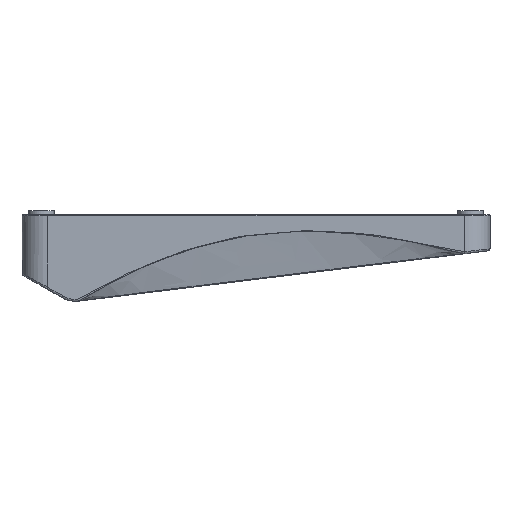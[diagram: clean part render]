
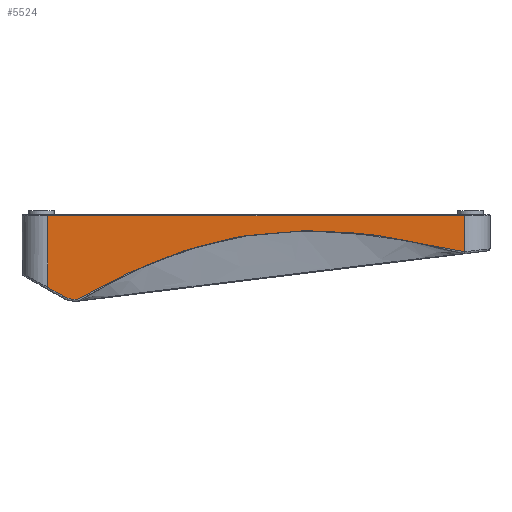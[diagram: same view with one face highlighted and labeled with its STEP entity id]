
A CAD part, left-side view. The second image highlights one B-rep face of the part: STEP entity #5524.
In plain terms, the highlighted planar face has unit normal (-1, 0, 0).
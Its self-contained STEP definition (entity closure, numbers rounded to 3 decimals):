
#69=B_SPLINE_CURVE_WITH_KNOTS('',3,(#8911,#8912,#8913,#8914,#8915,#8916,
#8917,#8918,#8919,#8920,#8921,#8922,#8923,#8924,#8925,#8926,#8927,#8928,
#8929,#8930,#8931),.UNSPECIFIED.,.F.,.F.,(4,1,1,1,1,1,1,1,1,1,1,1,1,1,1,
1,1,1,4),(-9.885,-9.797,-9.709,-9.665,
-9.62,-9.532,-9.179,-8.473,
-7.061,-5.649,-4.237,-2.824,
-1.412,-0.706,-0.353,-0.265,
-0.177,-0.088,-0.008),
 .UNSPECIFIED.);
#154=PLANE('',#5988);
#526=FACE_OUTER_BOUND('',#879,.T.);
#879=EDGE_LOOP('',(#4089,#4090,#4091,#4092,#4093,#4094));
#1296=LINE('',#8837,#1697);
#1308=LINE('',#8897,#1709);
#1309=LINE('',#8906,#1710);
#1310=LINE('',#8908,#1711);
#1697=VECTOR('',#6935,10.);
#1709=VECTOR('',#6999,6.35);
#1710=VECTOR('',#7004,10.);
#1711=VECTOR('',#7005,10.);
#2108=CIRCLE('',#5989,5.85);
#2528=VERTEX_POINT('',#8834);
#2529=VERTEX_POINT('',#8836);
#2547=VERTEX_POINT('',#8896);
#2549=VERTEX_POINT('',#8905);
#2550=VERTEX_POINT('',#8907);
#2551=VERTEX_POINT('',#8909);
#3097=EDGE_CURVE('',#2528,#2529,#1296,.T.);
#3126=EDGE_CURVE('',#2529,#2547,#1308,.T.);
#3129=EDGE_CURVE('',#2549,#2528,#1309,.T.);
#3130=EDGE_CURVE('',#2550,#2549,#1310,.T.);
#3131=EDGE_CURVE('',#2551,#2550,#2108,.T.);
#3132=EDGE_CURVE('',#2547,#2551,#69,.T.);
#4089=ORIENTED_EDGE('',*,*,#3097,.F.);
#4090=ORIENTED_EDGE('',*,*,#3129,.F.);
#4091=ORIENTED_EDGE('',*,*,#3130,.F.);
#4092=ORIENTED_EDGE('',*,*,#3131,.F.);
#4093=ORIENTED_EDGE('',*,*,#3132,.F.);
#4094=ORIENTED_EDGE('',*,*,#3126,.F.);
#5524=ADVANCED_FACE('',(#526),#154,.T.);
#5988=AXIS2_PLACEMENT_3D('',#8904,#7002,#7003);
#5989=AXIS2_PLACEMENT_3D('',#8910,#7006,#7007);
#6935=DIRECTION('',(0.,-1.,0.));
#6999=DIRECTION('',(0.,0.,-1.));
#7002=DIRECTION('center_axis',(-1.,0.,0.));
#7003=DIRECTION('ref_axis',(0.,-1.,0.));
#7004=DIRECTION('',(0.,0.,1.));
#7005=DIRECTION('',(0.,0.866,0.5));
#7006=DIRECTION('center_axis',(1.,0.,0.));
#7007=DIRECTION('ref_axis',(0.,0.199,-0.98));
#8834=CARTESIAN_POINT('',(-1.731,104.036,0.1));
#8836=CARTESIAN_POINT('',(-1.731,1.486,0.1));
#8837=CARTESIAN_POINT('',(-1.731,80.961,0.1));
#8896=CARTESIAN_POINT('',(-1.731,1.486,-8.823));
#8897=CARTESIAN_POINT('',(-1.731,1.486,-8.7));
#8904=CARTESIAN_POINT('Origin',(-1.731,109.162,-8.7));
#8905=CARTESIAN_POINT('',(-1.731,104.036,-17.563));
#8906=CARTESIAN_POINT('',(-1.731,104.036,-8.7));
#8907=CARTESIAN_POINT('',(-1.731,100.227,-19.763));
#8908=CARTESIAN_POINT('',(-1.731,105.053,-16.976));
#8909=CARTESIAN_POINT('',(-1.731,96.663,-20.512));
#8910=CARTESIAN_POINT('Origin',(-1.731,97.302,-14.696));
#8911=CARTESIAN_POINT('Ctrl Pts',(-1.731,1.486,-8.823));
#8912=CARTESIAN_POINT('Ctrl Pts',(-1.731,1.776,-8.777));
#8913=CARTESIAN_POINT('Ctrl Pts',(-1.731,2.353,-8.678));
#8914=CARTESIAN_POINT('Ctrl Pts',(-1.731,3.082,-8.54));
#8915=CARTESIAN_POINT('Ctrl Pts',(-1.731,3.656,-8.426));
#8916=CARTESIAN_POINT('Ctrl Pts',(-1.731,4.231,-8.309));
#8917=CARTESIAN_POINT('Ctrl Pts',(-1.731,5.816,-7.975));
#8918=CARTESIAN_POINT('Ctrl Pts',(-1.731,9.551,-7.148));
#8919=CARTESIAN_POINT('Ctrl Pts',(-1.731,17.621,-5.491));
#8920=CARTESIAN_POINT('Ctrl Pts',(-1.731,29.281,-3.83));
#8921=CARTESIAN_POINT('Ctrl Pts',(-1.731,43.428,-3.37));
#8922=CARTESIAN_POINT('Ctrl Pts',(-1.731,57.507,-4.864));
#8923=CARTESIAN_POINT('Ctrl Pts',(-1.731,71.21,-8.461));
#8924=CARTESIAN_POINT('Ctrl Pts',(-1.731,82.108,-12.961));
#8925=CARTESIAN_POINT('Ctrl Pts',(-1.731,89.443,-16.712));
#8926=CARTESIAN_POINT('Ctrl Pts',(-1.731,92.802,-18.541));
#8927=CARTESIAN_POINT('Ctrl Pts',(-1.731,94.362,-19.371));
#8928=CARTESIAN_POINT('Ctrl Pts',(-1.731,95.142,-19.776));
#8929=CARTESIAN_POINT('Ctrl Pts',(-1.731,95.915,-20.162));
#8930=CARTESIAN_POINT('Ctrl Pts',(-1.731,96.42,-20.4));
#8931=CARTESIAN_POINT('Ctrl Pts',(-1.731,96.663,-20.512));
